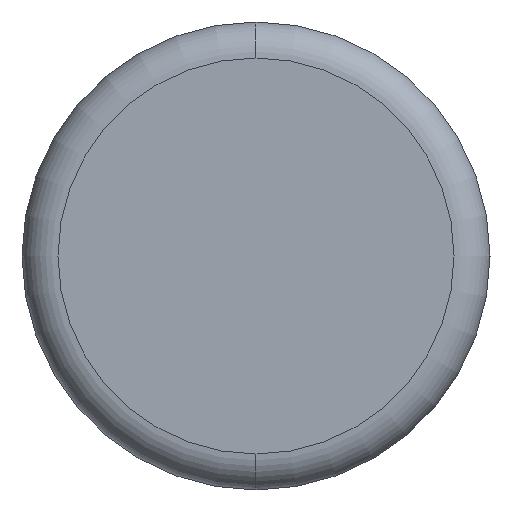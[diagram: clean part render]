
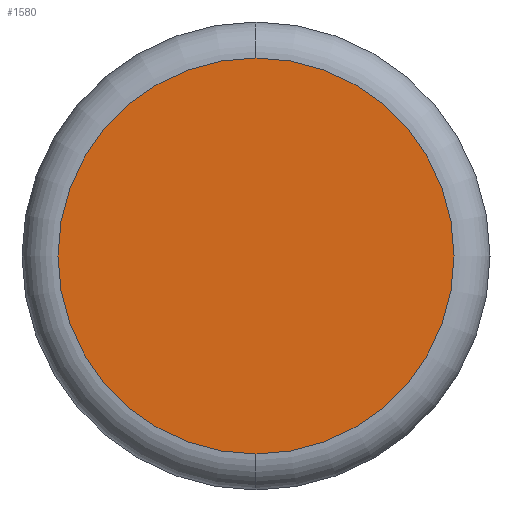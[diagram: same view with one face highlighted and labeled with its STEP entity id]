
A CAD part, left-side view. The second image highlights one B-rep face of the part: STEP entity #1580.
In plain terms, the highlighted planar face has unit normal (-1, 0, 0).
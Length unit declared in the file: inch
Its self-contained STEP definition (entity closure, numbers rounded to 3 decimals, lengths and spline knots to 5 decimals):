
#114 = EDGE_CURVE ( 'NONE', #1474, #2583, #329, .T. ) ;
#237 = ORIENTED_EDGE ( 'NONE', *, *, #114, .F. ) ;
#329 = CIRCLE ( 'NONE', #902, 0.2395 ) ;
#394 = DIRECTION ( 'NONE',  ( 0., 0., -1. ) ) ;
#571 = CARTESIAN_POINT ( 'NONE',  ( -1.3125, 0., 0. ) ) ;
#675 = PLANE ( 'NONE',  #2189 ) ;
#730 = FACE_OUTER_BOUND ( 'NONE', #1642, .T. ) ;
#789 = DIRECTION ( 'NONE',  ( -1., 0., 0. ) ) ;
#902 = AXIS2_PLACEMENT_3D ( 'NONE', #1222, #2353, #2100 ) ;
#1155 = AXIS2_PLACEMENT_3D ( 'NONE', #2517, #1664, #394 ) ;
#1202 = CARTESIAN_POINT ( 'NONE',  ( -1.3125, 0., 0.2395 ) ) ;
#1207 = DIRECTION ( 'NONE',  ( 0., 0., -1. ) ) ;
#1222 = CARTESIAN_POINT ( 'NONE',  ( -1.3125, 0., 0. ) ) ;
#1474 = VERTEX_POINT ( 'NONE', #1202 ) ;
#1580 = ADVANCED_FACE ( 'NONE', ( #730 ), #675, .T. ) ;
#1588 = CIRCLE ( 'NONE', #1155, 0.2395 ) ;
#1642 = EDGE_LOOP ( 'NONE', ( #2430, #237 ) ) ;
#1664 = DIRECTION ( 'NONE',  ( 1., 0., 0. ) ) ;
#2100 = DIRECTION ( 'NONE',  ( 0., 0., -1. ) ) ;
#2189 = AXIS2_PLACEMENT_3D ( 'NONE', #571, #789, #1207 ) ;
#2284 = CARTESIAN_POINT ( 'NONE',  ( -1.3125, 0., -0.2395 ) ) ;
#2353 = DIRECTION ( 'NONE',  ( 1., 0., 0. ) ) ;
#2430 = ORIENTED_EDGE ( 'NONE', *, *, #2611, .F. ) ;
#2517 = CARTESIAN_POINT ( 'NONE',  ( -1.3125, 0., 0. ) ) ;
#2583 = VERTEX_POINT ( 'NONE', #2284 ) ;
#2611 = EDGE_CURVE ( 'NONE', #2583, #1474, #1588, .T. ) ;
